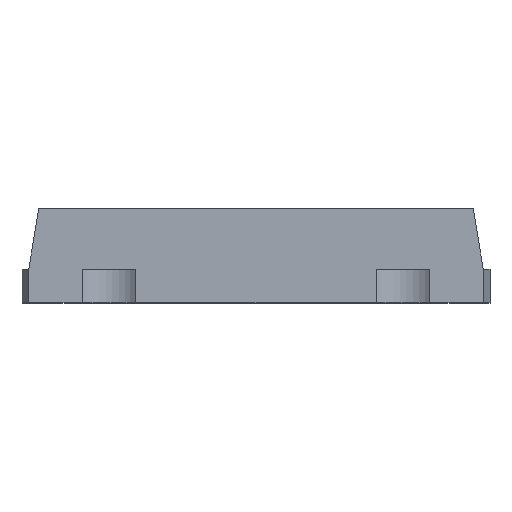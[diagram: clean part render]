
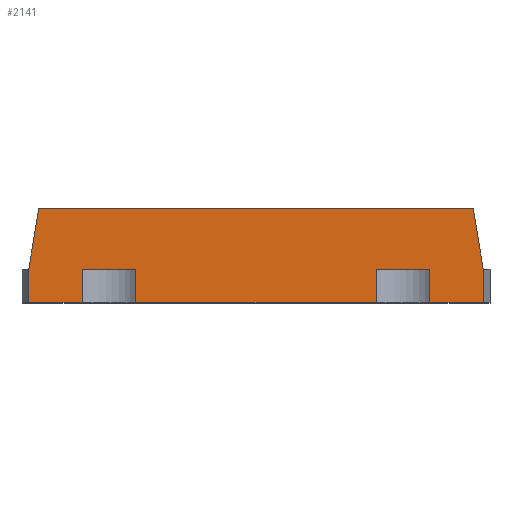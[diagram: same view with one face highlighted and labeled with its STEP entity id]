
A CAD part, top view. The second image highlights one B-rep face of the part: STEP entity #2141.
In plain terms, the highlighted planar face has unit normal (0, 0, 1).
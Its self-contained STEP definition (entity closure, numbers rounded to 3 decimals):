
#48 = CARTESIAN_POINT ( 'NONE',  ( 0.9, 0., 1.4 ) ) ;
#67 = LINE ( 'NONE', #92, #1679 ) ;
#91 = EDGE_CURVE ( 'NONE', #4569, #4635, #772, .T. ) ;
#92 = CARTESIAN_POINT ( 'NONE',  ( 1.7, 0., 1.4 ) ) ;
#250 = DIRECTION ( 'NONE',  ( -1., 0., 0. ) ) ;
#302 = CARTESIAN_POINT ( 'NONE',  ( 1.3, 0.25, 1.4 ) ) ;
#319 = ORIENTED_EDGE ( 'NONE', *, *, #4451, .T. ) ;
#345 = VECTOR ( 'NONE', #1943, 1000. ) ;
#357 = CARTESIAN_POINT ( 'NONE',  ( -1.7, 0.25, 1.4 ) ) ;
#375 = CARTESIAN_POINT ( 'NONE',  ( 1.3, 0., 1.4 ) ) ;
#382 = EDGE_CURVE ( 'NONE', #2507, #2871, #2040, .T. ) ;
#438 = VERTEX_POINT ( 'NONE', #4542 ) ;
#471 = CARTESIAN_POINT ( 'NONE',  ( -1.3, 0., 1.4 ) ) ;
#492 = DIRECTION ( 'NONE',  ( -1., 0., 0. ) ) ;
#533 = CARTESIAN_POINT ( 'NONE',  ( 0.9, 0.25, 1.4 ) ) ;
#544 = ORIENTED_EDGE ( 'NONE', *, *, #3521, .T. ) ;
#616 = DIRECTION ( 'NONE',  ( 1., 0., 0. ) ) ;
#772 = LINE ( 'NONE', #533, #1643 ) ;
#778 = DIRECTION ( 'NONE',  ( 1., 0., 0. ) ) ;
#818 = CARTESIAN_POINT ( 'NONE',  ( -1.3, 0.25, 1.4 ) ) ;
#864 = VERTEX_POINT ( 'NONE', #1804 ) ;
#868 = ORIENTED_EDGE ( 'NONE', *, *, #3152, .F. ) ;
#1138 = EDGE_CURVE ( 'NONE', #2117, #2507, #3724, .T. ) ;
#1175 = CARTESIAN_POINT ( 'NONE',  ( -1.7, 0.25, 1.4 ) ) ;
#1209 = ORIENTED_EDGE ( 'NONE', *, *, #2863, .F. ) ;
#1266 = FACE_OUTER_BOUND ( 'NONE', #3881, .T. ) ;
#1269 = DIRECTION ( 'NONE',  ( 0., -1., 0. ) ) ;
#1315 = LINE ( 'NONE', #1175, #345 ) ;
#1331 = VECTOR ( 'NONE', #3168, 1000. ) ;
#1374 = VECTOR ( 'NONE', #492, 1000. ) ;
#1375 = CARTESIAN_POINT ( 'NONE',  ( 1.625, 0.7, 1.4 ) ) ;
#1535 = DIRECTION ( 'NONE',  ( 0., -1., 0. ) ) ;
#1564 = VECTOR ( 'NONE', #616, 1000. ) ;
#1612 = LINE ( 'NONE', #4492, #2459 ) ;
#1621 = ORIENTED_EDGE ( 'NONE', *, *, #2569, .F. ) ;
#1643 = VECTOR ( 'NONE', #1269, 1000. ) ;
#1679 = VECTOR ( 'NONE', #3824, 1000. ) ;
#1699 = VECTOR ( 'NONE', #778, 1000. ) ;
#1715 = VERTEX_POINT ( 'NONE', #4769 ) ;
#1766 = VERTEX_POINT ( 'NONE', #357 ) ;
#1804 = CARTESIAN_POINT ( 'NONE',  ( -1.3, 0.25, 1.4 ) ) ;
#1807 = VECTOR ( 'NONE', #4161, 1000. ) ;
#1827 = ORIENTED_EDGE ( 'NONE', *, *, #2451, .T. ) ;
#1834 = EDGE_CURVE ( 'NONE', #438, #4635, #67, .T. ) ;
#1856 = LINE ( 'NONE', #818, #1374 ) ;
#1874 = CARTESIAN_POINT ( 'NONE',  ( 1.7, 0., 1.4 ) ) ;
#1929 = VECTOR ( 'NONE', #2736, 1000. ) ;
#1935 = DIRECTION ( 'NONE',  ( 0., -1., 0. ) ) ;
#1943 = DIRECTION ( 'NONE',  ( -0.164, -0.986, 0. ) ) ;
#2028 = CARTESIAN_POINT ( 'NONE',  ( -1.7, 0.7, 1.4 ) ) ;
#2040 = LINE ( 'NONE', #2634, #1699 ) ;
#2079 = CARTESIAN_POINT ( 'NONE',  ( 1.7, 0.7, 1.4 ) ) ;
#2117 = VERTEX_POINT ( 'NONE', #302 ) ;
#2141 = ADVANCED_FACE ( 'NONE', ( #1266 ), #3662, .F. ) ;
#2149 = VERTEX_POINT ( 'NONE', #2473 ) ;
#2172 = CARTESIAN_POINT ( 'NONE',  ( 0.9, 0.25, 1.4 ) ) ;
#2208 = ORIENTED_EDGE ( 'NONE', *, *, #4331, .T. ) ;
#2232 = VERTEX_POINT ( 'NONE', #2690 ) ;
#2260 = ORIENTED_EDGE ( 'NONE', *, *, #4666, .F. ) ;
#2261 = VECTOR ( 'NONE', #4468, 1000. ) ;
#2451 = EDGE_CURVE ( 'NONE', #1715, #438, #3073, .T. ) ;
#2455 = DIRECTION ( 'NONE',  ( 0., 0., -1. ) ) ;
#2459 = VECTOR ( 'NONE', #1535, 1000. ) ;
#2473 = CARTESIAN_POINT ( 'NONE',  ( -1.7, 0., 1.4 ) ) ;
#2507 = VERTEX_POINT ( 'NONE', #375 ) ;
#2545 = LINE ( 'NONE', #4192, #1807 ) ;
#2569 = EDGE_CURVE ( 'NONE', #1715, #864, #1856, .T. ) ;
#2625 = ORIENTED_EDGE ( 'NONE', *, *, #3230, .F. ) ;
#2634 = CARTESIAN_POINT ( 'NONE',  ( 1.7, 0., 1.4 ) ) ;
#2690 = CARTESIAN_POINT ( 'NONE',  ( 1.7, 0.25, 1.4 ) ) ;
#2727 = VECTOR ( 'NONE', #1935, 1000. ) ;
#2736 = DIRECTION ( 'NONE',  ( -1., 0., 0. ) ) ;
#2824 = DIRECTION ( 'NONE',  ( -0.164, 0.986, 0. ) ) ;
#2859 = DIRECTION ( 'NONE',  ( 0., -1., 0. ) ) ;
#2863 = EDGE_CURVE ( 'NONE', #4148, #4567, #4523, .T. ) ;
#2871 = VERTEX_POINT ( 'NONE', #3272 ) ;
#2958 = VECTOR ( 'NONE', #2859, 1000. ) ;
#3073 = LINE ( 'NONE', #3180, #2958 ) ;
#3152 = EDGE_CURVE ( 'NONE', #864, #4325, #2545, .T. ) ;
#3168 = DIRECTION ( 'NONE',  ( 0., -1., 0. ) ) ;
#3177 = LINE ( 'NONE', #3564, #4051 ) ;
#3180 = CARTESIAN_POINT ( 'NONE',  ( -0.9, 0.25, 1.4 ) ) ;
#3230 = EDGE_CURVE ( 'NONE', #2117, #4569, #4418, .T. ) ;
#3255 = LINE ( 'NONE', #1874, #2261 ) ;
#3259 = EDGE_CURVE ( 'NONE', #1766, #2149, #4188, .T. ) ;
#3272 = CARTESIAN_POINT ( 'NONE',  ( 1.7, 0., 1.4 ) ) ;
#3521 = EDGE_CURVE ( 'NONE', #2149, #4325, #3255, .T. ) ;
#3564 = CARTESIAN_POINT ( 'NONE',  ( 1.7, 0.25, 1.4 ) ) ;
#3662 = PLANE ( 'NONE',  #3849 ) ;
#3724 = LINE ( 'NONE', #3752, #2727 ) ;
#3752 = CARTESIAN_POINT ( 'NONE',  ( 1.3, 0.25, 1.4 ) ) ;
#3824 = DIRECTION ( 'NONE',  ( 1., 0., 0. ) ) ;
#3849 = AXIS2_PLACEMENT_3D ( 'NONE', #4701, #2455, #250 ) ;
#3881 = EDGE_LOOP ( 'NONE', ( #2625, #3971, #4139, #2260, #319, #1209, #2208, #4671, #544, #868, #1621, #1827, #4244, #4002 ) ) ;
#3971 = ORIENTED_EDGE ( 'NONE', *, *, #1138, .T. ) ;
#4002 = ORIENTED_EDGE ( 'NONE', *, *, #91, .F. ) ;
#4051 = VECTOR ( 'NONE', #2824, 1000. ) ;
#4139 = ORIENTED_EDGE ( 'NONE', *, *, #382, .T. ) ;
#4148 = VERTEX_POINT ( 'NONE', #4347 ) ;
#4161 = DIRECTION ( 'NONE',  ( 0., -1., 0. ) ) ;
#4188 = LINE ( 'NONE', #2028, #1331 ) ;
#4192 = CARTESIAN_POINT ( 'NONE',  ( -1.3, 0.25, 1.4 ) ) ;
#4244 = ORIENTED_EDGE ( 'NONE', *, *, #1834, .T. ) ;
#4325 = VERTEX_POINT ( 'NONE', #471 ) ;
#4331 = EDGE_CURVE ( 'NONE', #4148, #1766, #1315, .T. ) ;
#4347 = CARTESIAN_POINT ( 'NONE',  ( -1.625, 0.7, 1.4 ) ) ;
#4418 = LINE ( 'NONE', #4599, #1929 ) ;
#4451 = EDGE_CURVE ( 'NONE', #2232, #4567, #3177, .T. ) ;
#4468 = DIRECTION ( 'NONE',  ( 1., 0., 0. ) ) ;
#4492 = CARTESIAN_POINT ( 'NONE',  ( 1.7, 0.7, 1.4 ) ) ;
#4523 = LINE ( 'NONE', #2079, #1564 ) ;
#4542 = CARTESIAN_POINT ( 'NONE',  ( -0.9, 0., 1.4 ) ) ;
#4567 = VERTEX_POINT ( 'NONE', #1375 ) ;
#4569 = VERTEX_POINT ( 'NONE', #2172 ) ;
#4599 = CARTESIAN_POINT ( 'NONE',  ( 1.3, 0.25, 1.4 ) ) ;
#4635 = VERTEX_POINT ( 'NONE', #48 ) ;
#4666 = EDGE_CURVE ( 'NONE', #2232, #2871, #1612, .T. ) ;
#4671 = ORIENTED_EDGE ( 'NONE', *, *, #3259, .T. ) ;
#4701 = CARTESIAN_POINT ( 'NONE',  ( 1.7, 0.7, 1.4 ) ) ;
#4769 = CARTESIAN_POINT ( 'NONE',  ( -0.9, 0.25, 1.4 ) ) ;
